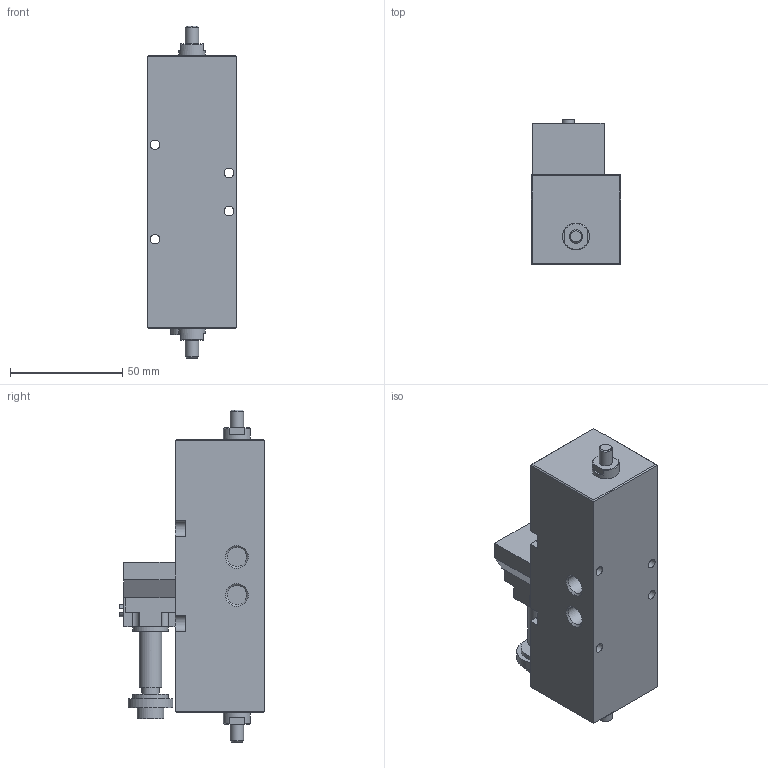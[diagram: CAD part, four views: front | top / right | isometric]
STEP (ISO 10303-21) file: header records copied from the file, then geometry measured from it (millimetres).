
FILE_DESCRIPTION(/* description */ ('Unknown'),/* implementation_level */ '2;1');
FILE_NAME(/* name */ '900.52.1.4',/* time_stamp */ '2018-09-19T10:35:27-04:00',/* author */ ('Unknown'),/* organization */ ('Unknown'),/* preprocessor_version */ 'ST-DEVELOPER v16.7',/* originating_system */ 'DEX',/* authorisation */ $);
FILE_SCHEMA (('AUTOMOTIVE_DESIGN {1 0 10303 214 3 1 1}'));
Length unit declared in the file: millimetre
Products named in the file (5): Asm3; 900.52.1.4; 900_52_1_3; M2
Assembly tree (4 placements, depth 3):
  Asm3
    900.52.1.4
      900_52_1_3
    M2
      M2
Bounding box: 40 x 65 x 148 mm (x, y, z)
Volume: 211744.6 mm3; surface area: 33030.6 mm2
Topology: 2 solids, 2 shells, 141 faces, 337 edges, 220 vertices
Faces by surface type: plane 90, cylinder 39, cone 12
Full cylindrical faces by diameter (mm): 3 x1, 4.2 x4, 6 x2, 8 x1, 8.566 x6, 10 x1, 12 x3, 16 x2, 20 x1
Entity records: 5010 total; most frequent: DIRECTION 684, CARTESIAN_POINT 682, ORIENTED_EDGE 608, EDGE_CURVE 304, AXIS2_PLACEMENT_3D 242, VERTEX_POINT 216, EDGE_LOOP 206, FACE_BOUND 206
